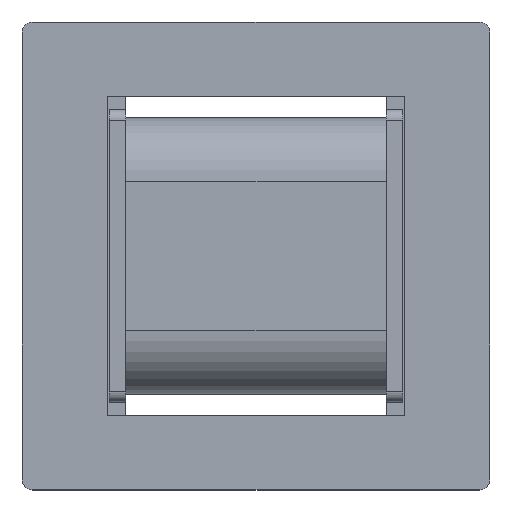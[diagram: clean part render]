
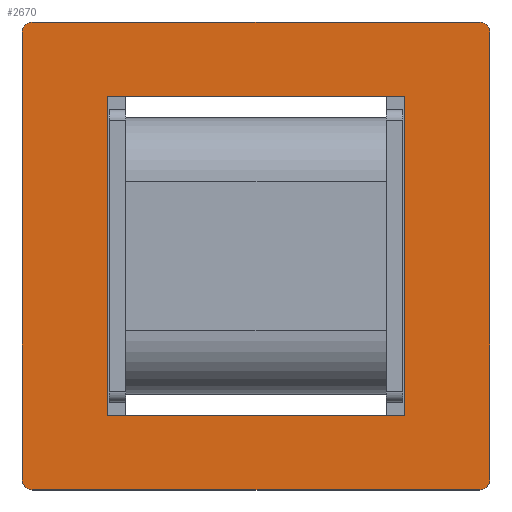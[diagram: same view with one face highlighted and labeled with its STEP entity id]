
A CAD part, top view. The second image highlights one B-rep face of the part: STEP entity #2670.
In plain terms, the highlighted planar face has unit normal (0, 0, 1).
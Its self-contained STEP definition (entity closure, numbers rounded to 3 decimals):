
#94 = DIRECTION ( 'NONE',  ( 0., -1., 0. ) ) ;
#166 = EDGE_CURVE ( 'NONE', #2297, #399, #657, .T. ) ;
#184 = VECTOR ( 'NONE', #1472, 1000. ) ;
#211 = DIRECTION ( 'NONE',  ( 0., 0., -1. ) ) ;
#224 = DIRECTION ( 'NONE',  ( 0., 0., 1. ) ) ;
#239 = DIRECTION ( 'NONE',  ( -1., 0., 0. ) ) ;
#265 = LINE ( 'NONE', #510, #3616 ) ;
#331 = CARTESIAN_POINT ( 'NONE',  ( -7., -7.5, 10.66 ) ) ;
#351 = LINE ( 'NONE', #1529, #1149 ) ;
#382 = VECTOR ( 'NONE', #1311, 1000. ) ;
#399 = VERTEX_POINT ( 'NONE', #1081 ) ;
#429 = EDGE_CURVE ( 'NONE', #2297, #2683, #870, .T. ) ;
#430 = ORIENTED_EDGE ( 'NONE', *, *, #1807, .T. ) ;
#490 = DIRECTION ( 'NONE',  ( 1., 0., 0. ) ) ;
#510 = CARTESIAN_POINT ( 'NONE',  ( 7., 0., 10.66 ) ) ;
#521 = CARTESIAN_POINT ( 'NONE',  ( 0., 7.5, 10.66 ) ) ;
#525 = ORIENTED_EDGE ( 'NONE', *, *, #429, .T. ) ;
#529 = CARTESIAN_POINT ( 'NONE',  ( 7., 7.5, 10.66 ) ) ;
#551 = ORIENTED_EDGE ( 'NONE', *, *, #166, .F. ) ;
#572 = CARTESIAN_POINT ( 'NONE',  ( 10.5, -10.5, 10.66 ) ) ;
#636 = CARTESIAN_POINT ( 'NONE',  ( 11., 10.5, 10.66 ) ) ;
#652 = CARTESIAN_POINT ( 'NONE',  ( 11., -10.5, 10.66 ) ) ;
#657 = CIRCLE ( 'NONE', #2714, 0.5 ) ;
#731 = CARTESIAN_POINT ( 'NONE',  ( 10.5, -11., 10.66 ) ) ;
#765 = FACE_OUTER_BOUND ( 'NONE', #2656, .T. ) ;
#786 = DIRECTION ( 'NONE',  ( 1., 0., 0. ) ) ;
#815 = EDGE_LOOP ( 'NONE', ( #2390, #2406, #1572, #3259 ) ) ;
#836 = AXIS2_PLACEMENT_3D ( 'NONE', #1091, #2206, #1164 ) ;
#861 = CARTESIAN_POINT ( 'NONE',  ( -7., 7.5, 10.66 ) ) ;
#870 = LINE ( 'NONE', #1413, #184 ) ;
#876 = ORIENTED_EDGE ( 'NONE', *, *, #2738, .F. ) ;
#900 = CARTESIAN_POINT ( 'NONE',  ( 10.5, 11., 10.66 ) ) ;
#965 = ORIENTED_EDGE ( 'NONE', *, *, #1020, .F. ) ;
#978 = VECTOR ( 'NONE', #786, 1000. ) ;
#1010 = LINE ( 'NONE', #2615, #1981 ) ;
#1020 = EDGE_CURVE ( 'NONE', #1288, #2883, #1441, .T. ) ;
#1050 = ORIENTED_EDGE ( 'NONE', *, *, #2781, .F. ) ;
#1081 = CARTESIAN_POINT ( 'NONE',  ( -11., -10.5, 10.66 ) ) ;
#1091 = CARTESIAN_POINT ( 'NONE',  ( -10.5, 10.5, 10.66 ) ) ;
#1096 = LINE ( 'NONE', #2138, #382 ) ;
#1123 = EDGE_CURVE ( 'NONE', #1436, #1322, #351, .T. ) ;
#1149 = VECTOR ( 'NONE', #2589, 1000. ) ;
#1162 = ORIENTED_EDGE ( 'NONE', *, *, #1123, .T. ) ;
#1164 = DIRECTION ( 'NONE',  ( 1., 0., 0. ) ) ;
#1285 = AXIS2_PLACEMENT_3D ( 'NONE', #572, #2793, #2522 ) ;
#1288 = VERTEX_POINT ( 'NONE', #1720 ) ;
#1311 = DIRECTION ( 'NONE',  ( 0., 1., 0. ) ) ;
#1322 = VERTEX_POINT ( 'NONE', #636 ) ;
#1413 = CARTESIAN_POINT ( 'NONE',  ( 0., -11., 10.66 ) ) ;
#1436 = VERTEX_POINT ( 'NONE', #652 ) ;
#1441 = CIRCLE ( 'NONE', #836, 0.5 ) ;
#1472 = DIRECTION ( 'NONE',  ( 1., 0., 0. ) ) ;
#1529 = CARTESIAN_POINT ( 'NONE',  ( 11., 0., 10.66 ) ) ;
#1572 = ORIENTED_EDGE ( 'NONE', *, *, #1583, .T. ) ;
#1583 = EDGE_CURVE ( 'NONE', #2704, #2771, #1096, .T. ) ;
#1661 = PLANE ( 'NONE',  #1863 ) ;
#1720 = CARTESIAN_POINT ( 'NONE',  ( -11., 10.5, 10.66 ) ) ;
#1807 = EDGE_CURVE ( 'NONE', #3103, #2883, #2998, .T. ) ;
#1863 = AXIS2_PLACEMENT_3D ( 'NONE', #2499, #224, #3018 ) ;
#1914 = LINE ( 'NONE', #2766, #2158 ) ;
#1949 = DIRECTION ( 'NONE',  ( 1., 0., 0. ) ) ;
#1981 = VECTOR ( 'NONE', #94, 1000. ) ;
#1986 = CIRCLE ( 'NONE', #2871, 0.5 ) ;
#2138 = CARTESIAN_POINT ( 'NONE',  ( -7., 0., 10.66 ) ) ;
#2158 = VECTOR ( 'NONE', #239, 1000. ) ;
#2192 = LINE ( 'NONE', #521, #978 ) ;
#2206 = DIRECTION ( 'NONE',  ( 0., 0., -1. ) ) ;
#2229 = DIRECTION ( 'NONE',  ( 0., 0., -1. ) ) ;
#2244 = CARTESIAN_POINT ( 'NONE',  ( 10.5, 10.5, 10.66 ) ) ;
#2297 = VERTEX_POINT ( 'NONE', #3291 ) ;
#2385 = VECTOR ( 'NONE', #2728, 1000. ) ;
#2386 = ORIENTED_EDGE ( 'NONE', *, *, #2535, .T. ) ;
#2390 = ORIENTED_EDGE ( 'NONE', *, *, #2931, .T. ) ;
#2406 = ORIENTED_EDGE ( 'NONE', *, *, #3443, .T. ) ;
#2499 = CARTESIAN_POINT ( 'NONE',  ( 0., 0., 10.66 ) ) ;
#2511 = CARTESIAN_POINT ( 'NONE',  ( -10.5, -10.5, 10.66 ) ) ;
#2513 = CIRCLE ( 'NONE', #1285, 0.5 ) ;
#2522 = DIRECTION ( 'NONE',  ( 1., 0., 0. ) ) ;
#2535 = EDGE_CURVE ( 'NONE', #1288, #399, #1010, .T. ) ;
#2589 = DIRECTION ( 'NONE',  ( 0., 1., 0. ) ) ;
#2615 = CARTESIAN_POINT ( 'NONE',  ( -11., 0., 10.66 ) ) ;
#2656 = EDGE_LOOP ( 'NONE', ( #430, #965, #2386, #551, #525, #1050, #1162, #876 ) ) ;
#2670 = ADVANCED_FACE ( 'NONE', ( #765, #2729 ), #1661, .T. ) ;
#2683 = VERTEX_POINT ( 'NONE', #731 ) ;
#2704 = VERTEX_POINT ( 'NONE', #331 ) ;
#2714 = AXIS2_PLACEMENT_3D ( 'NONE', #2511, #211, #490 ) ;
#2719 = DIRECTION ( 'NONE',  ( 0., -1., 0. ) ) ;
#2728 = DIRECTION ( 'NONE',  ( -1., 0., 0. ) ) ;
#2729 = FACE_BOUND ( 'NONE', #815, .T. ) ;
#2738 = EDGE_CURVE ( 'NONE', #3103, #1322, #1986, .T. ) ;
#2766 = CARTESIAN_POINT ( 'NONE',  ( 0., -7.5, 10.66 ) ) ;
#2771 = VERTEX_POINT ( 'NONE', #861 ) ;
#2781 = EDGE_CURVE ( 'NONE', #1436, #2683, #2513, .T. ) ;
#2793 = DIRECTION ( 'NONE',  ( 0., 0., -1. ) ) ;
#2815 = VERTEX_POINT ( 'NONE', #3625 ) ;
#2866 = VERTEX_POINT ( 'NONE', #529 ) ;
#2871 = AXIS2_PLACEMENT_3D ( 'NONE', #2244, #2229, #1949 ) ;
#2883 = VERTEX_POINT ( 'NONE', #3568 ) ;
#2931 = EDGE_CURVE ( 'NONE', #2866, #2815, #265, .T. ) ;
#2998 = LINE ( 'NONE', #3558, #2385 ) ;
#3018 = DIRECTION ( 'NONE',  ( 1., 0., 0. ) ) ;
#3103 = VERTEX_POINT ( 'NONE', #900 ) ;
#3259 = ORIENTED_EDGE ( 'NONE', *, *, #3439, .T. ) ;
#3291 = CARTESIAN_POINT ( 'NONE',  ( -10.5, -11., 10.66 ) ) ;
#3439 = EDGE_CURVE ( 'NONE', #2771, #2866, #2192, .T. ) ;
#3443 = EDGE_CURVE ( 'NONE', #2815, #2704, #1914, .T. ) ;
#3558 = CARTESIAN_POINT ( 'NONE',  ( 0., 11., 10.66 ) ) ;
#3568 = CARTESIAN_POINT ( 'NONE',  ( -10.5, 11., 10.66 ) ) ;
#3616 = VECTOR ( 'NONE', #2719, 1000. ) ;
#3625 = CARTESIAN_POINT ( 'NONE',  ( 7., -7.5, 10.66 ) ) ;
